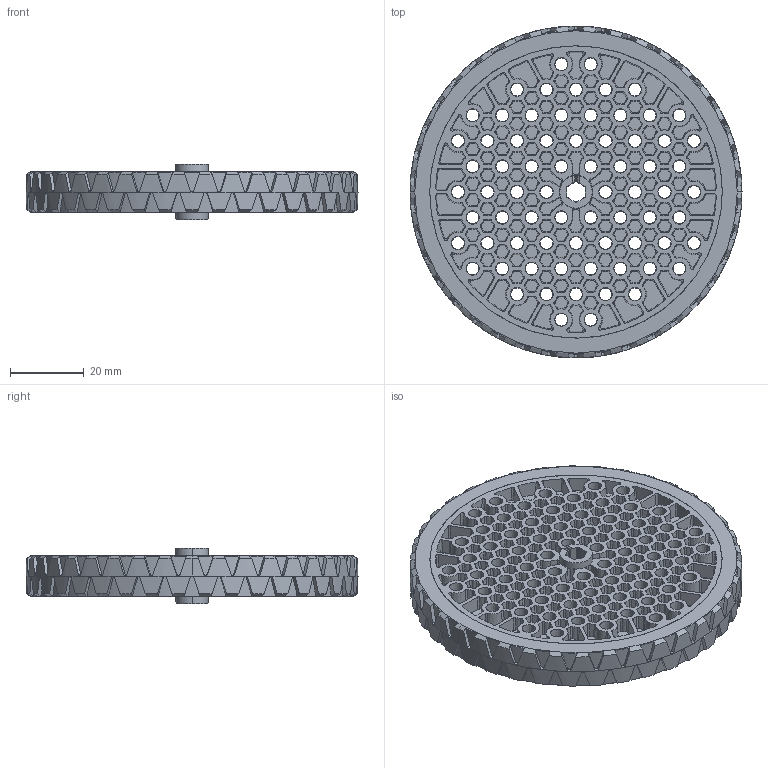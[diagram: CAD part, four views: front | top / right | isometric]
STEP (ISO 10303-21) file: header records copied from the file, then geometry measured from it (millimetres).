
FILE_DESCRIPTION (( 'STEP AP203' ), '1' );
FILE_NAME ('REV-41-1354_Default.step', '2016-09-04T21:51:48', ( '' ), ( '' ), 'SwSTEP 2.0', 'SolidWorks 2015', '' );
FILE_SCHEMA (( 'CONFIG_CONTROL_DESIGN' ));
Products named in the file (1): REV-41-1354_Default
Bounding box: 90 x 90 x 15 mm (x, y, z)
Volume: 46221.6 mm3; surface area: 47480.9 mm2
Topology: 2 solids, 2 shells, 4930 faces, 13747 edges, 9069 vertices
Faces by surface type: bspline 2370, cone 1308, plane 1230, cylinder 22
Entity records: 231881 total; most frequent: CARTESIAN_POINT 127232, ORIENTED_EDGE 27478, EDGE_CURVE 13739, DIRECTION 12966, VERTEX_POINT 9069, B_SPLINE_CURVE_WITH_KNOTS 8477, EDGE_LOOP 5334, AXIS2_PLACEMENT_3D 5325
